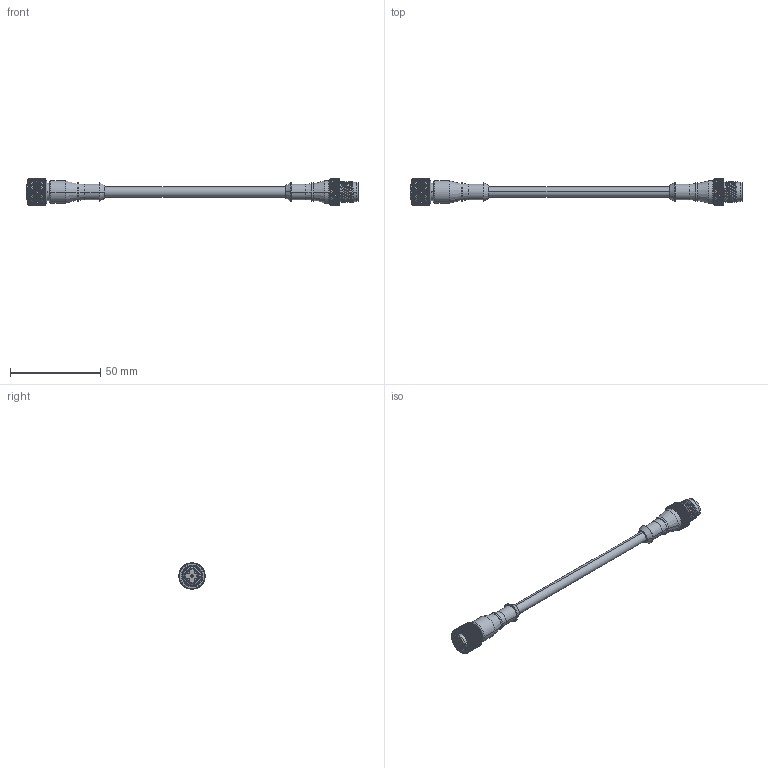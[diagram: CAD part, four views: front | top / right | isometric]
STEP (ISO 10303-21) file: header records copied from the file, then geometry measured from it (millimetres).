
FILE_DESCRIPTION((''),'2;1');
FILE_NAME('216705_ASM','2020-03-03T13:44:35',('PDMAdmin'),('BANNER ENGINEERING'),'CREO PARAMETRIC BY PTC INC, 2019292','CREO PARAMETRIC BY PTC INC, 2019292','');
FILE_SCHEMA(('CONFIG_CONTROL_DESIGN'));
Products named in the file (17): 133273; 122361; 133396; 133394; 141342; 133399_ASM; 153396_ASM; 135005; 134203; 134568; 145997_HSG; 306-00249; 145998_ASM; 134569; 153392_ASM; 216412_ASM; 216705_ASM
Assembly tree (23 placements, depth 5):
  216705_ASM
    216412_ASM
      153396_ASM
        133273
        122361
        133399_ASM
          133396
          133394  x4
          141342
      135005
      153392_ASM
        134203
        134568
        145998_ASM
          145997_HSG
          306-00249  x5
        134569
Bounding box: 183.5 x 14.5 x 14.5 mm (x, y, z)
Volume: 9105.6 mm3; surface area: 11189.8 mm2
Topology: 18 solids, 18 shells, 6102 faces, 13296 edges, 7272 vertices
Faces by surface type: bspline 3866, cylinder 1422, plane 701, cone 58, torus 43, sphere 10, revolution 2
Entity records: 301524 total; most frequent: CARTESIAN_POINT 207653, ORIENTED_EDGE 25340, EDGE_CURVE 12670, B_SPLINE_CURVE_WITH_KNOTS 10043, DIRECTION 7739, VERTEX_POINT 6910, EDGE_LOOP 5922, FACE_OUTER_BOUND 5838
